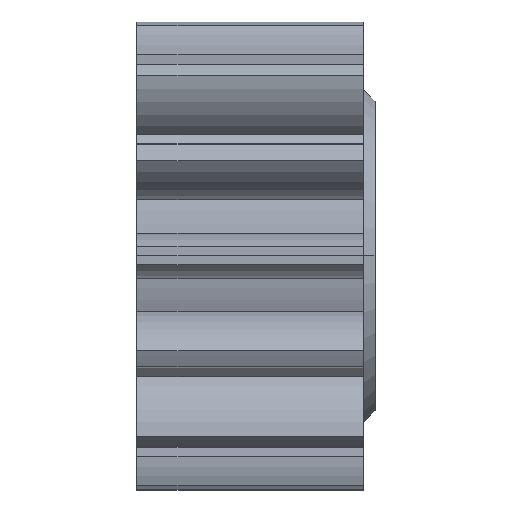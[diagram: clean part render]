
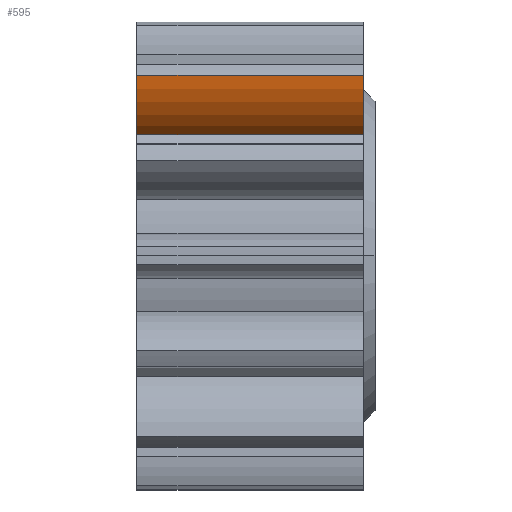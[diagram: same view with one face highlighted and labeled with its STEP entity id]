
A CAD part, top view. The second image highlights one B-rep face of the part: STEP entity #595.
In plain terms, the highlighted cylindrical face has radius 3.556 mm (diameter 7.112 mm), a partial arc.
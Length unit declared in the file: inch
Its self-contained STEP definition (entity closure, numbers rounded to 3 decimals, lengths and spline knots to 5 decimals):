
#8 = CARTESIAN_POINT ( 'NONE',  ( 0.38, 0.20313, 0.20416 ) ) ;
#46 = CARTESIAN_POINT ( 'NONE',  ( 0.38, 0.30307, 0.26105 ) ) ;
#61 = VERTEX_POINT ( 'NONE', #46 ) ;
#70 = CARTESIAN_POINT ( 'NONE',  ( 0., 0.30307, 0.26105 ) ) ;
#119 = CARTESIAN_POINT ( 'NONE',  ( 0., 0.31625, 0.12167 ) ) ;
#200 = EDGE_CURVE ( 'NONE', #61, #1282, #1315, .T. ) ;
#202 = DIRECTION ( 'NONE',  ( 0., 0., 1. ) ) ;
#307 = DIRECTION ( 'NONE',  ( 0., 0.782, -0.623 ) ) ;
#355 = ORIENTED_EDGE ( 'NONE', *, *, #2600, .F. ) ;
#393 = CARTESIAN_POINT ( 'NONE',  ( 0.38, 0.31625, 0.12167 ) ) ;
#576 = CIRCLE ( 'NONE', #1221, 0.14 ) ;
#595 = ADVANCED_FACE ( 'NONE', ( #1346 ), #1283, .T. ) ;
#648 = DIRECTION ( 'NONE',  ( -1., 0., 0. ) ) ;
#680 = LINE ( 'NONE', #8, #2324 ) ;
#838 = EDGE_CURVE ( 'NONE', #919, #61, #576, .T. ) ;
#841 = CARTESIAN_POINT ( 'NONE',  ( 0.38, 0.20313, 0.20416 ) ) ;
#919 = VERTEX_POINT ( 'NONE', #841 ) ;
#960 = DIRECTION ( 'NONE',  ( -1., 0., 0. ) ) ;
#977 = AXIS2_PLACEMENT_3D ( 'NONE', #393, #960, #202 ) ;
#1167 = CIRCLE ( 'NONE', #2097, 0.14 ) ;
#1220 = CARTESIAN_POINT ( 'NONE',  ( 0.19, 0.30307, 0.26105 ) ) ;
#1221 = AXIS2_PLACEMENT_3D ( 'NONE', #1877, #648, #2121 ) ;
#1226 = VERTEX_POINT ( 'NONE', #2070 ) ;
#1282 = VERTEX_POINT ( 'NONE', #70 ) ;
#1283 = CYLINDRICAL_SURFACE ( 'NONE', #977, 0.14 ) ;
#1315 = LINE ( 'NONE', #1220, #2520 ) ;
#1339 = ORIENTED_EDGE ( 'NONE', *, *, #2414, .F. ) ;
#1346 = FACE_OUTER_BOUND ( 'NONE', #2547, .T. ) ;
#1490 = DIRECTION ( 'NONE',  ( -1., 0., 0. ) ) ;
#1877 = CARTESIAN_POINT ( 'NONE',  ( 0.38, 0.31625, 0.12167 ) ) ;
#2018 = DIRECTION ( 'NONE',  ( -1., 0., 0. ) ) ;
#2070 = CARTESIAN_POINT ( 'NONE',  ( 0., 0.20313, 0.20416 ) ) ;
#2088 = ORIENTED_EDGE ( 'NONE', *, *, #200, .T. ) ;
#2097 = AXIS2_PLACEMENT_3D ( 'NONE', #119, #1490, #307 ) ;
#2102 = DIRECTION ( 'NONE',  ( -1., 0., 0. ) ) ;
#2121 = DIRECTION ( 'NONE',  ( 0., 0.782, -0.623 ) ) ;
#2324 = VECTOR ( 'NONE', #2018, 39.37008 ) ;
#2414 = EDGE_CURVE ( 'NONE', #1226, #1282, #1167, .T. ) ;
#2461 = ORIENTED_EDGE ( 'NONE', *, *, #838, .T. ) ;
#2520 = VECTOR ( 'NONE', #2102, 39.37008 ) ;
#2547 = EDGE_LOOP ( 'NONE', ( #2088, #1339, #355, #2461 ) ) ;
#2600 = EDGE_CURVE ( 'NONE', #919, #1226, #680, .T. ) ;
